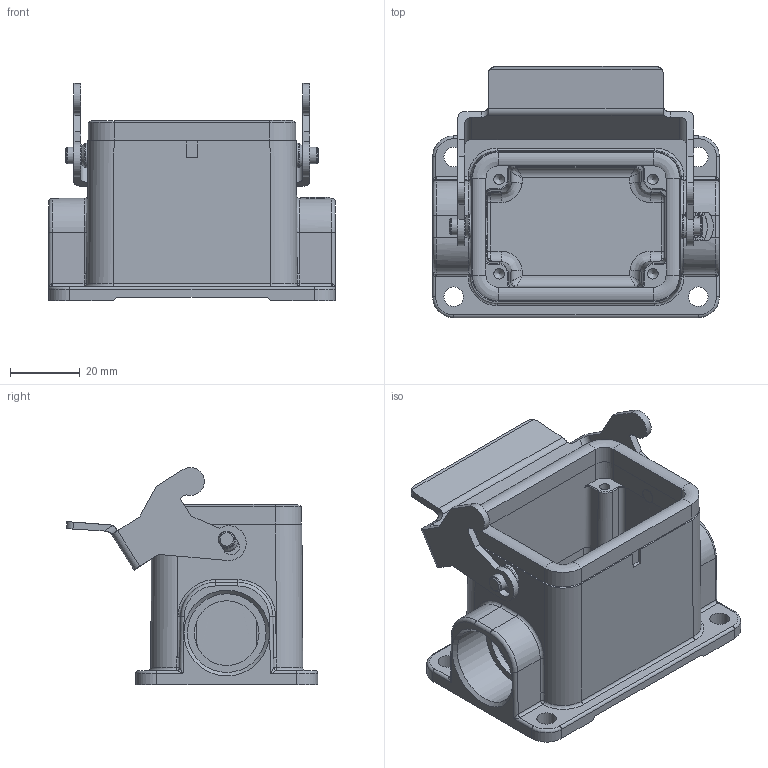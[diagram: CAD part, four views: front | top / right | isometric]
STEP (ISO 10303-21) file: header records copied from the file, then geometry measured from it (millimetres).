
FILE_DESCRIPTION((''),'2;1');
FILE_NAME('04300061251.stp','2020-07-07T15:21:24',('e.eickhoff'),(''),'Autodesk Inventor 2012','Autodesk Inventor 2012','');
FILE_SCHEMA(('AUTOMOTIVE_DESIGN { 1 0 10303 214 1 1 1 1 }'));
Length unit declared in the file: millimetre
Products named in the file (3): 04300061251; Metallbügel 1
Assembly tree (2 placements, depth 2):
  04300061251
    04300061251
    Metallbügel 1
Bounding box: 82 x 71.87 x 62.08 mm (x, y, z)
Volume: 64893.1 mm3; surface area: 35387.4 mm2
Topology: 2 solids, 2 shells, 439 faces, 1140 edges, 706 vertices
Faces by surface type: plane 199, cylinder 149, bspline 52, torus 22, cone 13, sphere 4
Full cylindrical faces by diameter (mm): 0.88 x1, 1.04 x1, 3 x4, 4 x2, 4.8 x2, 5.6 x4, 7 x2, 18.5 x1, 21.2 x1, 22.5 x1
Entity records: 14948 total; most frequent: CARTESIAN_POINT 4347, DIRECTION 2177, ORIENTED_EDGE 2140, EDGE_CURVE 1070, AXIS2_PLACEMENT_3D 786, VERTEX_POINT 688, VECTOR 605, LINE 605
